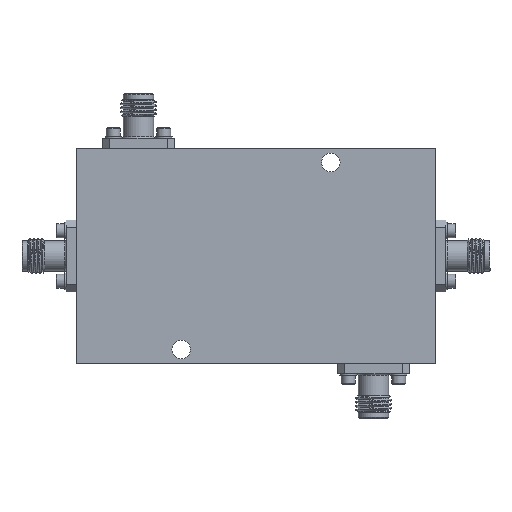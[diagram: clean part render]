
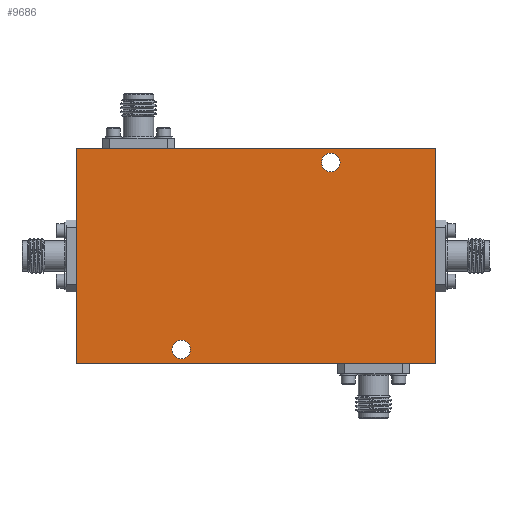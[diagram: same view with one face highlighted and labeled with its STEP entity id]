
A CAD part, front view. The second image highlights one B-rep face of the part: STEP entity #9686.
In plain terms, the highlighted planar face has unit normal (0, -1, 0).
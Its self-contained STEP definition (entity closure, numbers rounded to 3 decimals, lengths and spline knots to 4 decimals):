
#944 = DIRECTION ( 'NONE',  ( 0., 1., 0. ) ) ;
#1076 = CARTESIAN_POINT ( 'NONE',  ( -1.25, -0.2854, 0.75 ) ) ;
#2393 = PLANE ( 'NONE',  #24771 ) ;
#2683 = EDGE_LOOP ( 'NONE', ( #25791 ) ) ;
#4585 = CARTESIAN_POINT ( 'NONE',  ( -0.52, -0.2854, -0.585 ) ) ;
#8903 = DIRECTION ( 'NONE',  ( 1., 0., 0. ) ) ;
#8942 = VECTOR ( 'NONE', #22862, 39.3701 ) ;
#9686 = ADVANCED_FACE ( 'NONE', ( #36175, #48070, #39175 ), #2393, .T. ) ;
#11275 = DIRECTION ( 'NONE',  ( 0., 0., -1. ) ) ;
#14639 = CARTESIAN_POINT ( 'NONE',  ( -1.25, -0.2854, 0.75 ) ) ;
#15718 = LINE ( 'NONE', #36838, #8942 ) ;
#17695 = CARTESIAN_POINT ( 'NONE',  ( -0.52, -0.2854, -0.65 ) ) ;
#18880 = CARTESIAN_POINT ( 'NONE',  ( 0., -0.2854, 0. ) ) ;
#19238 = LINE ( 'NONE', #14639, #38808 ) ;
#19250 = CARTESIAN_POINT ( 'NONE',  ( -1.25, -0.2854, -0.75 ) ) ;
#21008 = VERTEX_POINT ( 'NONE', #46801 ) ;
#22862 = DIRECTION ( 'NONE',  ( 0., 0., -1. ) ) ;
#24771 = AXIS2_PLACEMENT_3D ( 'NONE', #18880, #52659, #11275 ) ;
#25742 = ORIENTED_EDGE ( 'NONE', *, *, #34491, .F. ) ;
#25791 = ORIENTED_EDGE ( 'NONE', *, *, #49422, .T. ) ;
#27733 = LINE ( 'NONE', #52352, #45021 ) ;
#30201 = EDGE_LOOP ( 'NONE', ( #31006 ) ) ;
#30263 = CARTESIAN_POINT ( 'NONE',  ( 1.25, -0.2854, 0.75 ) ) ;
#31006 = ORIENTED_EDGE ( 'NONE', *, *, #36265, .T. ) ;
#31998 = DIRECTION ( 'NONE',  ( 0., 1., 0. ) ) ;
#32737 = VECTOR ( 'NONE', #8903, 39.3701 ) ;
#33800 = VERTEX_POINT ( 'NONE', #4585 ) ;
#34456 = ORIENTED_EDGE ( 'NONE', *, *, #37797, .F. ) ;
#34491 = EDGE_CURVE ( 'NONE', #47809, #51733, #42452, .T. ) ;
#35455 = EDGE_LOOP ( 'NONE', ( #36194, #25742, #34456, #38385 ) ) ;
#36175 = FACE_OUTER_BOUND ( 'NONE', #35455, .T. ) ;
#36194 = ORIENTED_EDGE ( 'NONE', *, *, #50924, .F. ) ;
#36265 = EDGE_CURVE ( 'NONE', #47363, #47363, #42352, .T. ) ;
#36838 = CARTESIAN_POINT ( 'NONE',  ( 1.25, -0.2854, 0.75 ) ) ;
#37409 = VERTEX_POINT ( 'NONE', #19250 ) ;
#37797 = EDGE_CURVE ( 'NONE', #37409, #47809, #19238, .T. ) ;
#38032 = AXIS2_PLACEMENT_3D ( 'NONE', #49289, #31998, #45248 ) ;
#38385 = ORIENTED_EDGE ( 'NONE', *, *, #40675, .F. ) ;
#38808 = VECTOR ( 'NONE', #52215, 39.3701 ) ;
#39175 = FACE_BOUND ( 'NONE', #30201, .T. ) ;
#40675 = EDGE_CURVE ( 'NONE', #21008, #37409, #27733, .T. ) ;
#40884 = AXIS2_PLACEMENT_3D ( 'NONE', #17695, #944, #51224 ) ;
#42352 = CIRCLE ( 'NONE', #38032, 0.065 ) ;
#42452 = LINE ( 'NONE', #1076, #32737 ) ;
#43312 = CARTESIAN_POINT ( 'NONE',  ( 0.52, -0.2854, 0.715 ) ) ;
#44519 = DIRECTION ( 'NONE',  ( -1., 0., 0. ) ) ;
#45021 = VECTOR ( 'NONE', #44519, 39.3701 ) ;
#45248 = DIRECTION ( 'NONE',  ( 0., 0., 1. ) ) ;
#46801 = CARTESIAN_POINT ( 'NONE',  ( 1.25, -0.2854, -0.75 ) ) ;
#47363 = VERTEX_POINT ( 'NONE', #43312 ) ;
#47809 = VERTEX_POINT ( 'NONE', #52409 ) ;
#48070 = FACE_BOUND ( 'NONE', #2683, .T. ) ;
#48646 = CIRCLE ( 'NONE', #40884, 0.065 ) ;
#49289 = CARTESIAN_POINT ( 'NONE',  ( 0.52, -0.2854, 0.65 ) ) ;
#49422 = EDGE_CURVE ( 'NONE', #33800, #33800, #48646, .T. ) ;
#50924 = EDGE_CURVE ( 'NONE', #51733, #21008, #15718, .T. ) ;
#51224 = DIRECTION ( 'NONE',  ( 0., 0., 1. ) ) ;
#51733 = VERTEX_POINT ( 'NONE', #30263 ) ;
#52215 = DIRECTION ( 'NONE',  ( 0., 0., 1. ) ) ;
#52352 = CARTESIAN_POINT ( 'NONE',  ( -1.25, -0.2854, -0.75 ) ) ;
#52409 = CARTESIAN_POINT ( 'NONE',  ( -1.25, -0.2854, 0.75 ) ) ;
#52659 = DIRECTION ( 'NONE',  ( 0., -1., 0. ) ) ;
